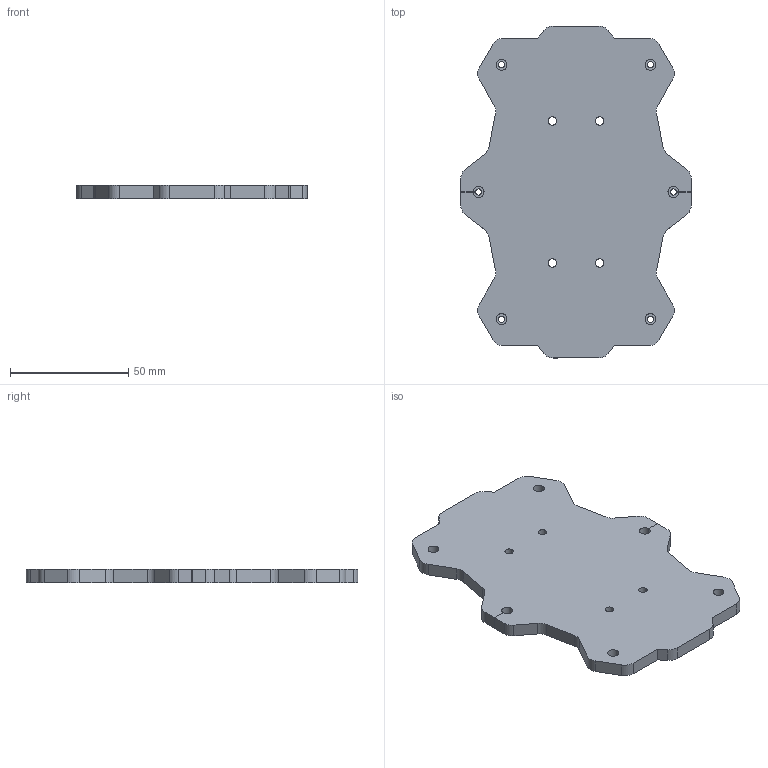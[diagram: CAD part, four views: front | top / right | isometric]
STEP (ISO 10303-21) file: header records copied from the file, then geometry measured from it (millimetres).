
FILE_DESCRIPTION(/* description */ (''),/* implementation_level */ '2;1');
FILE_NAME(/* name */ 'chassis2 v4.step',/* time_stamp */ '2023-11-01T13:54:12+01:00',/* author */ (''),/* organization */ (''),/* preprocessor_version */ 'ST-DEVELOPER v20',/* originating_system */ 'Autodesk Translation Framework v12.9.0.99',/* authorisation */ '');
FILE_SCHEMA (('AUTOMOTIVE_DESIGN { 1 0 10303 214 3 1 1 }'));
Length unit declared in the file: millimetre
Products named in the file (1): chassis2
Bounding box: 97.42 x 140.37 x 5.5 mm (x, y, z)
Volume: 57037.4 mm3; surface area: 24065.6 mm2
Topology: 1 solids, 1 shells, 86 faces, 240 edges, 156 vertices
Faces by surface type: plane 46, cylinder 40
Full cylindrical faces by diameter (mm): 2.6 x4, 3.5 x4, 4.6 x4
Entity records: 2841 total; most frequent: DIRECTION 494, CARTESIAN_POINT 483, ORIENTED_EDGE 480, EDGE_CURVE 240, AXIS2_PLACEMENT_3D 167, LINE 160, VECTOR 160, VERTEX_POINT 156
